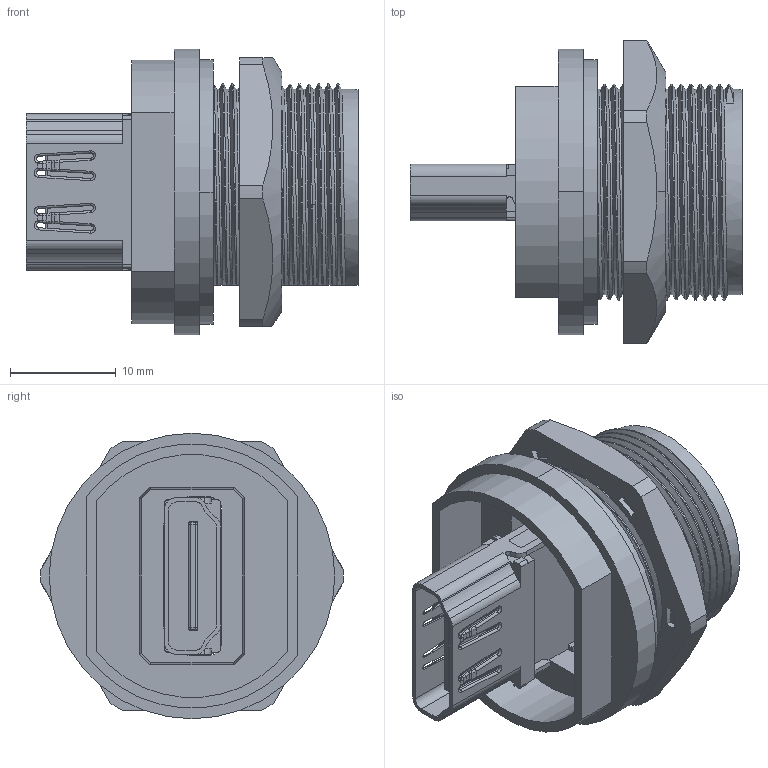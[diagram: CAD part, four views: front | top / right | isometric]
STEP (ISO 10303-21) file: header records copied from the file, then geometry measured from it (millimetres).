
FILE_DESCRIPTION(/* description */ (''),/* implementation_level */ '2;1');
FILE_NAME(/* name */ 'E13HD-F-S--S.stp',/* time_stamp */ '2023-03-15T17:02:06+08:00',/* author */ (''),/* organization */ (''),/* preprocessor_version */ 'ST-DEVELOPER v16.7',/* originating_system */ 'SIEMENS PLM Software NX 1847',/* authorisation */ '');
FILE_SCHEMA (('AUTOMOTIVE_DESIGN { 1 0 10303 214 3 1 1 1 }'));
Length unit declared in the file: millimetre
Products named in the file (5): HDMI 转接头插头; E13-B0129557; RJ45-D121081; E13HD 螺纹式板后安装座子; E13HD-F-S--S
Assembly tree (4 placements, depth 2):
  E13HD-F-S--S
    E13HD 螺纹式板后安装座子
    RJ45-D121081
    E13-B0129557
    HDMI 转接头插头
Bounding box: 31.4 x 28.6 x 27 mm (x, y, z)
Volume: 5923 mm3; surface area: 7656.5 mm2
Topology: 4 solids, 4 shells, 733 faces, 1940 edges, 1226 vertices
Faces by surface type: plane 297, cylinder 246, bspline 76, torus 64, cone 40, sphere 10
Entity records: 30336 total; most frequent: CARTESIAN_POINT 12692, ORIENTED_EDGE 3880, DIRECTION 3352, EDGE_CURVE 1940, VERTEX_POINT 1226, AXIS2_PLACEMENT_3D 1149, LINE 1054, VECTOR 1054
